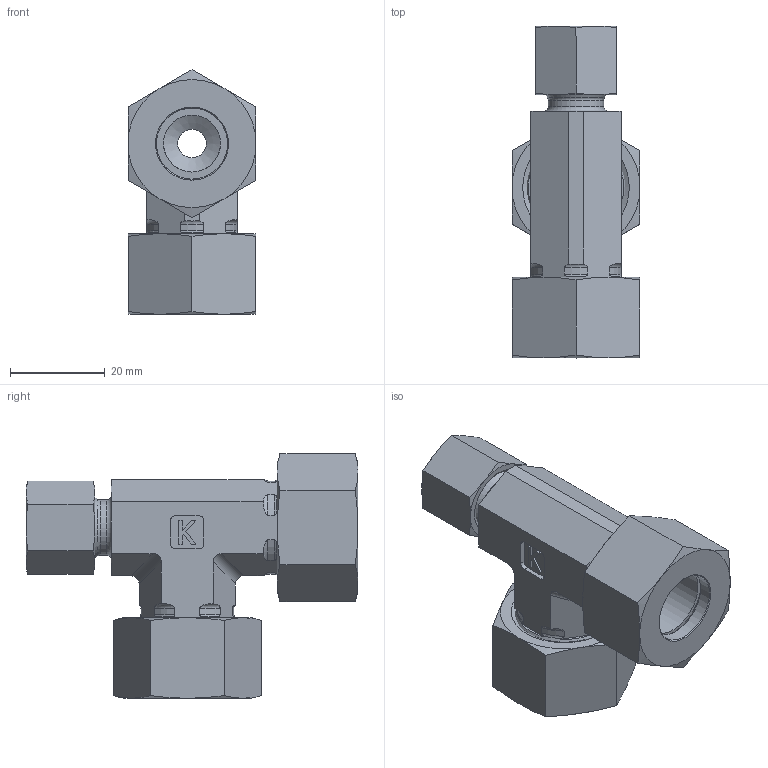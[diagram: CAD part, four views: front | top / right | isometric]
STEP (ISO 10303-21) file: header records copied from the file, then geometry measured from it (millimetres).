
FILE_DESCRIPTION((''),'2;1');
FILE_NAME('384150815.stp','2014-08-15T15:19:54',(''),('KNOMI spol. s r. o.'),'Autodesk Inventor 2012','Autodesk Inventor 2012','');
FILE_SCHEMA(('AUTOMOTIVE_DESIGN { 1 2 10303 214 0 1 1 1 }'));
Length unit declared in the file: millimetre
Products named in the file (6): TS2K 15/08/15L M22/M14/M22; 374 150815; 40108; 40115; 3910814; 3911522
Assembly tree (7 placements, depth 2):
  TS2K 15/08/15L M22/M14/M22
    374 150815
    40108
    40115  x2
    3910814
    3911522  x2
Bounding box: 27 x 70 x 51.59 mm (x, y, z)
Volume: 29111.1 mm3; surface area: 19178.5 mm2
Topology: 7 solids, 7 shells, 236 faces, 596 edges, 387 vertices
Faces by surface type: plane 92, cone 68, cylinder 47, torus 29
Full cylindrical faces by diameter (mm): 6 x1, 8 x3, 10 x1, 11.7 x1, 12 x3, 12.376 x1, 14 x1, 15 x6, 17.3 x2, 20 x2, 20.376 x2, 22 x2
Entity records: 6378 total; most frequent: CARTESIAN_POINT 1533, DIRECTION 920, ORIENTED_EDGE 890, EDGE_CURVE 445, AXIS2_PLACEMENT_3D 378, VERTEX_POINT 309, EDGE_LOOP 266, STYLED_ITEM 213
